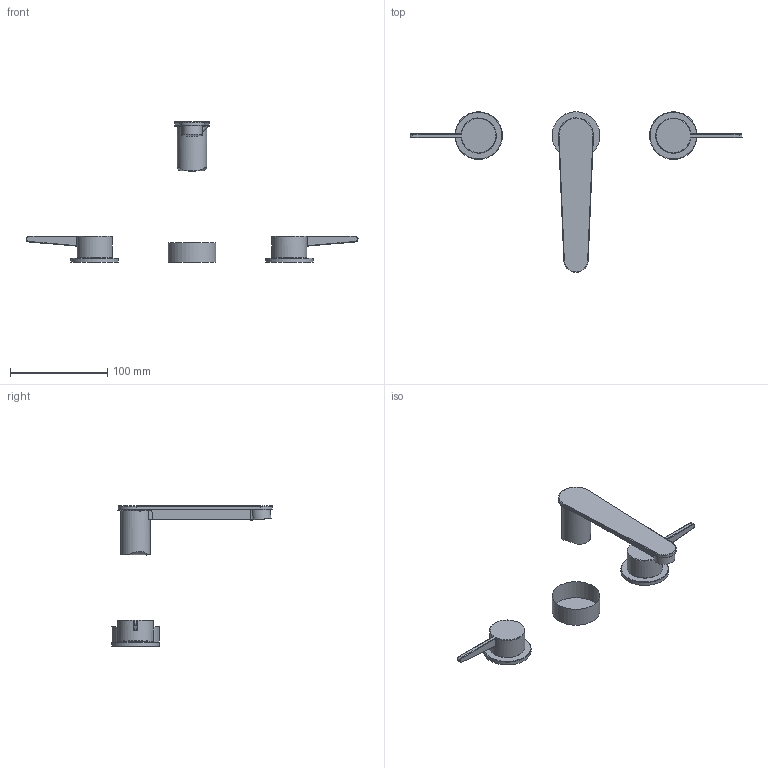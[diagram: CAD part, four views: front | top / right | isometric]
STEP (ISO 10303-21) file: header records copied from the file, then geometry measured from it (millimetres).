
FILE_DESCRIPTION(/* description */ (''),/* implementation_level */ '2;1');
FILE_NAME(/* name */ '3D_TVW12700100161_SHELL.stp',/* time_stamp */ '2023-07-05T11:19:00+02:00',/* author */ (''),/* organization */ (''),/* preprocessor_version */ 'ST-DEVELOPER v18.1',/* originating_system */ 'SIEMENS PLM Software NX 1973',/* authorisation */ '');
FILE_SCHEMA (('AUTOMOTIVE_DESIGN { 1 0 10303 214 3 1 1 1 }'));
Length unit declared in the file: millimetre
Products named in the file (8): PIATTINA-MALAGA-214-CONUM-1_2; BASE-MANIGLIA-214-CONUM_AF0_10; BASE-MANIGLIA-214-CONUM_AF1_10; BOCCA214-CONUM-2_51; BOCCA214-CONUM-2_52; 6580-2_91; 6580-1_81; 3D_TVW12700100061_SHELL_stp
Assembly tree (7 placements, depth 2):
  3D_TVW12700100061_SHELL_stp
    6580-1_81
    6580-2_91
    BOCCA214-CONUM-2_52
    BOCCA214-CONUM-2_51
    BASE-MANIGLIA-214-CONUM_AF1_10
    BASE-MANIGLIA-214-CONUM_AF0_10
    PIATTINA-MALAGA-214-CONUM-1_2
Bounding box: 340.99 x 164.91 x 144 mm (x, y, z)
Volume: 270248.3 mm3; surface area: 66221.7 mm2
Topology: 7 solids, 7 shells, 121 faces, 250 edges, 152 vertices
Faces by surface type: plane 43, cylinder 38, torus 19, cone 16, bspline 5
Full cylindrical faces by diameter (mm): 21 x1, 30.1 x1, 31 x2, 36.2 x2, 49 x3
Entity records: 6460 total; most frequent: CARTESIAN_POINT 3617, DIRECTION 624, ORIENTED_EDGE 500, AXIS2_PLACEMENT_3D 262, EDGE_CURVE 250, VERTEX_POINT 152, CIRCLE 134, EDGE_LOOP 130
